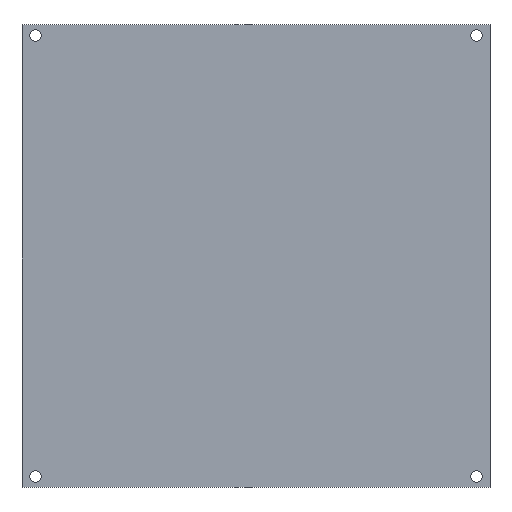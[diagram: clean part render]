
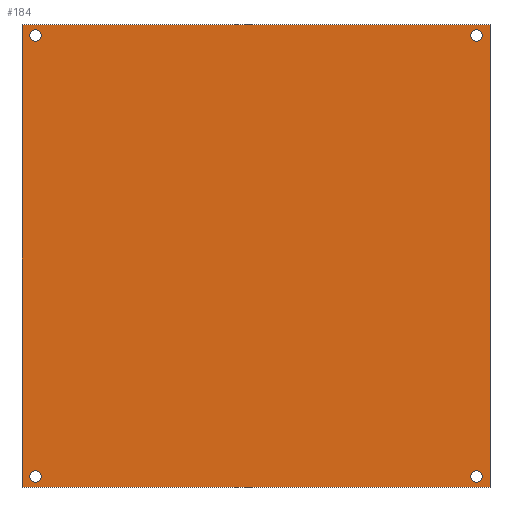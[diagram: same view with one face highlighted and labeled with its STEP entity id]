
A CAD part, top view. The second image highlights one B-rep face of the part: STEP entity #184.
In plain terms, the highlighted planar face has unit normal (0, 0, 1).
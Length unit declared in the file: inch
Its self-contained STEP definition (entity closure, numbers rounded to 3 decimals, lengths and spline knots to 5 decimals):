
#3 = CARTESIAN_POINT ( 'NONE',  ( -5.1255, -5.125, 0.1 ) ) ;
#15 = CARTESIAN_POINT ( 'NONE',  ( 5.1255, 5.125, 0.1 ) ) ;
#24 = CARTESIAN_POINT ( 'NONE',  ( -5.258, -5.125, 0.1 ) ) ;
#35 = CARTESIAN_POINT ( 'NONE',  ( 5.1255, -5.125, 0.1 ) ) ;
#36 = AXIS2_PLACEMENT_3D ( 'NONE', #282, #353, #319 ) ;
#39 = EDGE_LOOP ( 'NONE', ( #340 ) ) ;
#51 = CARTESIAN_POINT ( 'NONE',  ( -5.4375, -5.375, 0.1 ) ) ;
#71 = CARTESIAN_POINT ( 'NONE',  ( -5.4375, -5.375, 0.1 ) ) ;
#74 = VECTOR ( 'NONE', #261, 39.37008 ) ;
#79 = FACE_BOUND ( 'NONE', #130, .T. ) ;
#84 = LINE ( 'NONE', #104, #332 ) ;
#94 = DIRECTION ( 'NONE',  ( -1., 0., 0. ) ) ;
#104 = CARTESIAN_POINT ( 'NONE',  ( -5.4375, -5.375, 0.1 ) ) ;
#116 = CIRCLE ( 'NONE', #283, 0.1325 ) ;
#119 = CIRCLE ( 'NONE', #36, 0.1325 ) ;
#123 = CARTESIAN_POINT ( 'NONE',  ( 5.4375, -5.375, 0.1 ) ) ;
#130 = EDGE_LOOP ( 'NONE', ( #367 ) ) ;
#143 = DIRECTION ( 'NONE',  ( 0., 0., 1. ) ) ;
#150 = EDGE_CURVE ( 'NONE', #294, #294, #415, .T. ) ;
#152 = VERTEX_POINT ( 'NONE', #452 ) ;
#154 = DIRECTION ( 'NONE',  ( 1., 0., 0. ) ) ;
#157 = CARTESIAN_POINT ( 'NONE',  ( 4.993, 5.125, 0.1 ) ) ;
#159 = VECTOR ( 'NONE', #268, 39.37008 ) ;
#162 = ORIENTED_EDGE ( 'NONE', *, *, #256, .T. ) ;
#171 = EDGE_CURVE ( 'NONE', #152, #527, #192, .T. ) ;
#172 = AXIS2_PLACEMENT_3D ( 'NONE', #35, #326, #295 ) ;
#179 = VERTEX_POINT ( 'NONE', #123 ) ;
#184 = ADVANCED_FACE ( 'NONE', ( #504, #200, #444, #79, #264 ), #488, .T. ) ;
#188 = CARTESIAN_POINT ( 'NONE',  ( -5.4375, 5.375, 0.1 ) ) ;
#192 = LINE ( 'NONE', #412, #74 ) ;
#193 = DIRECTION ( 'NONE',  ( 0., 1., 0. ) ) ;
#194 = EDGE_LOOP ( 'NONE', ( #236 ) ) ;
#200 = FACE_BOUND ( 'NONE', #338, .T. ) ;
#202 = EDGE_CURVE ( 'NONE', #245, #245, #116, .T. ) ;
#227 = EDGE_CURVE ( 'NONE', #249, #152, #456, .T. ) ;
#236 = ORIENTED_EDGE ( 'NONE', *, *, #445, .T. ) ;
#245 = VERTEX_POINT ( 'NONE', #24 ) ;
#249 = VERTEX_POINT ( 'NONE', #418 ) ;
#250 = ORIENTED_EDGE ( 'NONE', *, *, #171, .T. ) ;
#256 = EDGE_CURVE ( 'NONE', #179, #249, #411, .T. ) ;
#257 = ORIENTED_EDGE ( 'NONE', *, *, #227, .T. ) ;
#261 = DIRECTION ( 'NONE',  ( 0., -1., 0. ) ) ;
#264 = FACE_BOUND ( 'NONE', #39, .T. ) ;
#268 = DIRECTION ( 'NONE',  ( -1., 0., 0. ) ) ;
#279 = DIRECTION ( 'NONE',  ( -1., 0., 0. ) ) ;
#282 = CARTESIAN_POINT ( 'NONE',  ( -5.1255, 5.125, 0.1 ) ) ;
#283 = AXIS2_PLACEMENT_3D ( 'NONE', #3, #495, #94 ) ;
#294 = VERTEX_POINT ( 'NONE', #505 ) ;
#295 = DIRECTION ( 'NONE',  ( -1., 0., 0. ) ) ;
#307 = DIRECTION ( 'NONE',  ( 1., 0., 0. ) ) ;
#319 = DIRECTION ( 'NONE',  ( -1., 0., 0. ) ) ;
#326 = DIRECTION ( 'NONE',  ( 0., 0., -1. ) ) ;
#332 = VECTOR ( 'NONE', #154, 39.37008 ) ;
#338 = EDGE_LOOP ( 'NONE', ( #519 ) ) ;
#340 = ORIENTED_EDGE ( 'NONE', *, *, #202, .T. ) ;
#353 = DIRECTION ( 'NONE',  ( 0., 0., -1. ) ) ;
#367 = ORIENTED_EDGE ( 'NONE', *, *, #150, .T. ) ;
#378 = ORIENTED_EDGE ( 'NONE', *, *, #517, .T. ) ;
#384 = CARTESIAN_POINT ( 'NONE',  ( 5.4375, -5.375, 0.1 ) ) ;
#401 = VERTEX_POINT ( 'NONE', #157 ) ;
#411 = LINE ( 'NONE', #384, #507 ) ;
#412 = CARTESIAN_POINT ( 'NONE',  ( -5.4375, -5.375, 0.1 ) ) ;
#415 = CIRCLE ( 'NONE', #172, 0.1325 ) ;
#418 = CARTESIAN_POINT ( 'NONE',  ( 5.4375, 5.375, 0.1 ) ) ;
#421 = VERTEX_POINT ( 'NONE', #434 ) ;
#434 = CARTESIAN_POINT ( 'NONE',  ( -5.258, 5.125, 0.1 ) ) ;
#444 = FACE_BOUND ( 'NONE', #194, .T. ) ;
#445 = EDGE_CURVE ( 'NONE', #401, #401, #465, .T. ) ;
#452 = CARTESIAN_POINT ( 'NONE',  ( -5.4375, 5.375, 0.1 ) ) ;
#456 = LINE ( 'NONE', #188, #159 ) ;
#465 = CIRCLE ( 'NONE', #480, 0.1325 ) ;
#468 = AXIS2_PLACEMENT_3D ( 'NONE', #51, #143, #307 ) ;
#480 = AXIS2_PLACEMENT_3D ( 'NONE', #15, #503, #279 ) ;
#487 = EDGE_LOOP ( 'NONE', ( #162, #257, #250, #378 ) ) ;
#488 = PLANE ( 'NONE',  #468 ) ;
#495 = DIRECTION ( 'NONE',  ( 0., 0., -1. ) ) ;
#501 = EDGE_CURVE ( 'NONE', #421, #421, #119, .T. ) ;
#503 = DIRECTION ( 'NONE',  ( 0., 0., -1. ) ) ;
#504 = FACE_OUTER_BOUND ( 'NONE', #487, .T. ) ;
#505 = CARTESIAN_POINT ( 'NONE',  ( 4.993, -5.125, 0.1 ) ) ;
#507 = VECTOR ( 'NONE', #193, 39.37008 ) ;
#517 = EDGE_CURVE ( 'NONE', #527, #179, #84, .T. ) ;
#519 = ORIENTED_EDGE ( 'NONE', *, *, #501, .T. ) ;
#527 = VERTEX_POINT ( 'NONE', #71 ) ;
